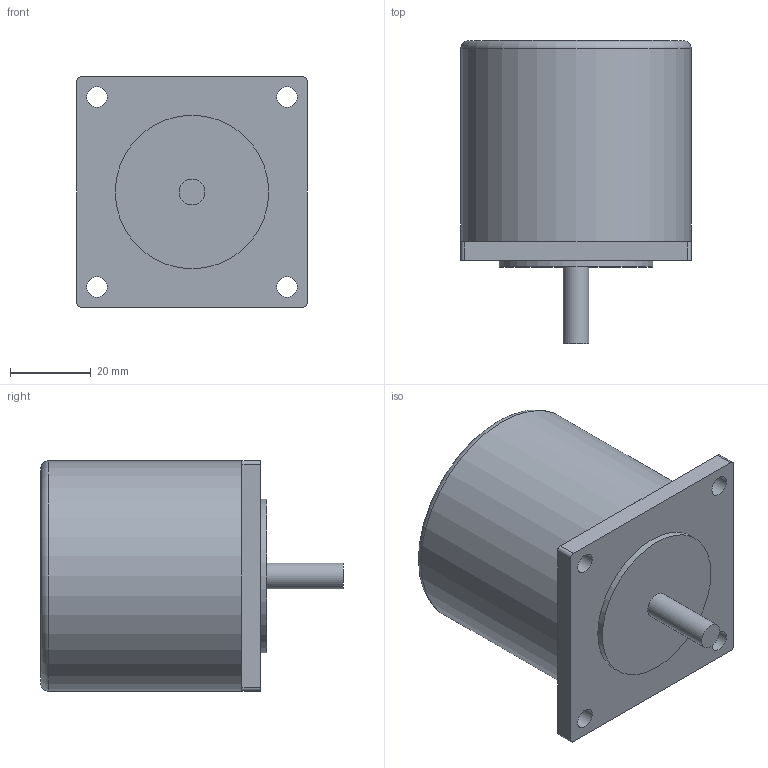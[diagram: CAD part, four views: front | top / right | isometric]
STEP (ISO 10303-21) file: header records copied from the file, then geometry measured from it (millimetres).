
FILE_DESCRIPTION(('FreeCAD Model'),'2;1');
FILE_NAME('NEMA23.step','2014-09-11T22:11:33',( 'FreeCAD'),('FreeCAD'),'Open CASCADE STEP processor 6.7','FreeCAD', 'Unknown');
FILE_SCHEMA(('AUTOMOTIVE_DESIGN_CC2 { 1 2 10303 214 -1 1 5 4 }'));
Length unit declared in the file: millimetre
Products named in the file (1): Nema23Motor_part
Bounding box: 57.2 x 75.2 x 57.2 mm (x, y, z)
Volume: 145429.5 mm3; surface area: 17117.4 mm2
Topology: 1 solids, 1 shells, 24 faces, 54 edges, 34 vertices
Faces by surface type: plane 12, cylinder 11, torus 1
Full cylindrical faces by diameter (mm): 5.1 x4, 6.35 x1, 38.1 x1, 57.2 x1
Entity records: 1435 total; most frequent: CARTESIAN_POINT 265, DIRECTION 230, ORIENTED_EDGE 108, LINE 108, VECTOR 108, PCURVE 108, DEFINITIONAL_REPRESENTATION 108, EDGE_CURVE 54
